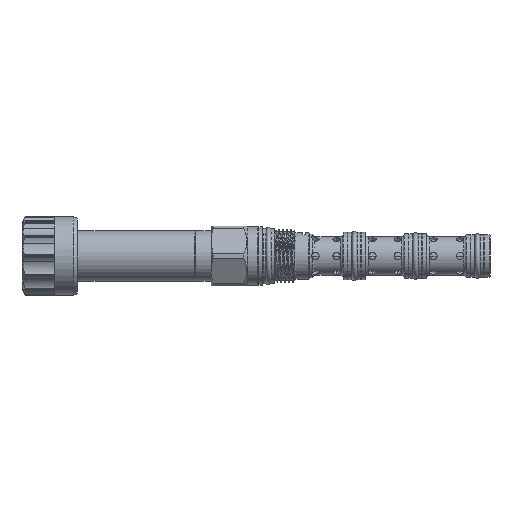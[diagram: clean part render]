
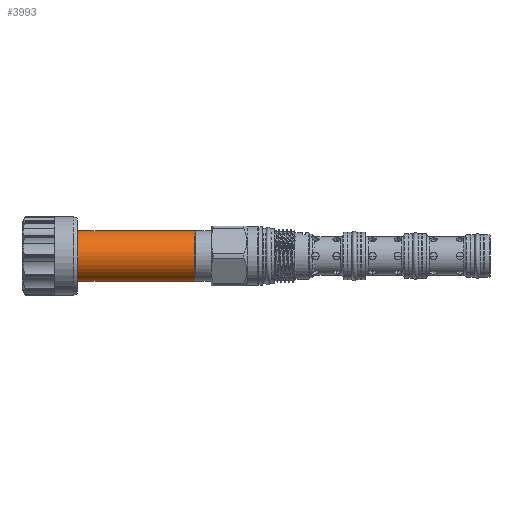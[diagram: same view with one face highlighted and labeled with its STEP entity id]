
A CAD part, front view. The second image highlights one B-rep face of the part: STEP entity #3993.
In plain terms, the highlighted cylindrical face has radius 9.5 mm (diameter 19 mm), a partial arc.
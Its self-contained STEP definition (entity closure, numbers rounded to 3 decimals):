
#130 = EDGE_CURVE ( 'NONE', #17761, #3322, #3981, .T. ) ;
#169 = DIRECTION ( 'NONE',  ( 1., 0., 0. ) ) ;
#233 = CARTESIAN_POINT ( 'NONE',  ( -6.193, 0., 0. ) ) ;
#842 = EDGE_CURVE ( 'NONE', #17761, #10795, #4865, .T. ) ;
#1964 = LINE ( 'NONE', #17932, #12476 ) ;
#2309 = FACE_OUTER_BOUND ( 'NONE', #5864, .T. ) ;
#2417 = VECTOR ( 'NONE', #6910, 1000. ) ;
#2658 = CARTESIAN_POINT ( 'NONE',  ( -6.193, 0., -9.5 ) ) ;
#3322 = VERTEX_POINT ( 'NONE', #2658 ) ;
#3981 = LINE ( 'NONE', #14032, #2417 ) ;
#3993 = ADVANCED_FACE ( 'NONE', ( #2309 ), #12832, .T. ) ;
#4011 = DIRECTION ( 'NONE',  ( 0., -1., 0. ) ) ;
#4861 = VERTEX_POINT ( 'NONE', #17216 ) ;
#4865 = CIRCLE ( 'NONE', #7119, 9.5 ) ;
#5695 = ORIENTED_EDGE ( 'NONE', *, *, #130, .T. ) ;
#5864 = EDGE_LOOP ( 'NONE', ( #11607, #5695, #13390, #16984 ) ) ;
#6115 = CARTESIAN_POINT ( 'NONE',  ( -16.42, 0., 0. ) ) ;
#6910 = DIRECTION ( 'NONE',  ( 1., 0., 0. ) ) ;
#7119 = AXIS2_PLACEMENT_3D ( 'NONE', #8142, #12447, #4011 ) ;
#7789 = AXIS2_PLACEMENT_3D ( 'NONE', #233, #169, #14594 ) ;
#8142 = CARTESIAN_POINT ( 'NONE',  ( -50.521, 0., 0. ) ) ;
#8537 = EDGE_CURVE ( 'NONE', #4861, #3322, #15900, .T. ) ;
#10493 = CARTESIAN_POINT ( 'NONE',  ( -50.521, 0., 9.5 ) ) ;
#10795 = VERTEX_POINT ( 'NONE', #10493 ) ;
#11607 = ORIENTED_EDGE ( 'NONE', *, *, #842, .F. ) ;
#11608 = AXIS2_PLACEMENT_3D ( 'NONE', #6115, #11888, #16210 ) ;
#11888 = DIRECTION ( 'NONE',  ( 1., 0., 0. ) ) ;
#12447 = DIRECTION ( 'NONE',  ( -1., 0., 0. ) ) ;
#12476 = VECTOR ( 'NONE', #17867, 1000. ) ;
#12832 = CYLINDRICAL_SURFACE ( 'NONE', #11608, 9.5 ) ;
#13390 = ORIENTED_EDGE ( 'NONE', *, *, #8537, .F. ) ;
#14032 = CARTESIAN_POINT ( 'NONE',  ( -16.42, 0., -9.5 ) ) ;
#14594 = DIRECTION ( 'NONE',  ( 0., 0., 1. ) ) ;
#14774 = CARTESIAN_POINT ( 'NONE',  ( -50.521, 0., -9.5 ) ) ;
#15900 = CIRCLE ( 'NONE', #7789, 9.5 ) ;
#16210 = DIRECTION ( 'NONE',  ( 0., 0., 1. ) ) ;
#16984 = ORIENTED_EDGE ( 'NONE', *, *, #17865, .F. ) ;
#17216 = CARTESIAN_POINT ( 'NONE',  ( -6.193, 0., 9.5 ) ) ;
#17761 = VERTEX_POINT ( 'NONE', #14774 ) ;
#17865 = EDGE_CURVE ( 'NONE', #10795, #4861, #1964, .T. ) ;
#17867 = DIRECTION ( 'NONE',  ( 1., 0., 0. ) ) ;
#17932 = CARTESIAN_POINT ( 'NONE',  ( -16.42, 0., 9.5 ) ) ;
